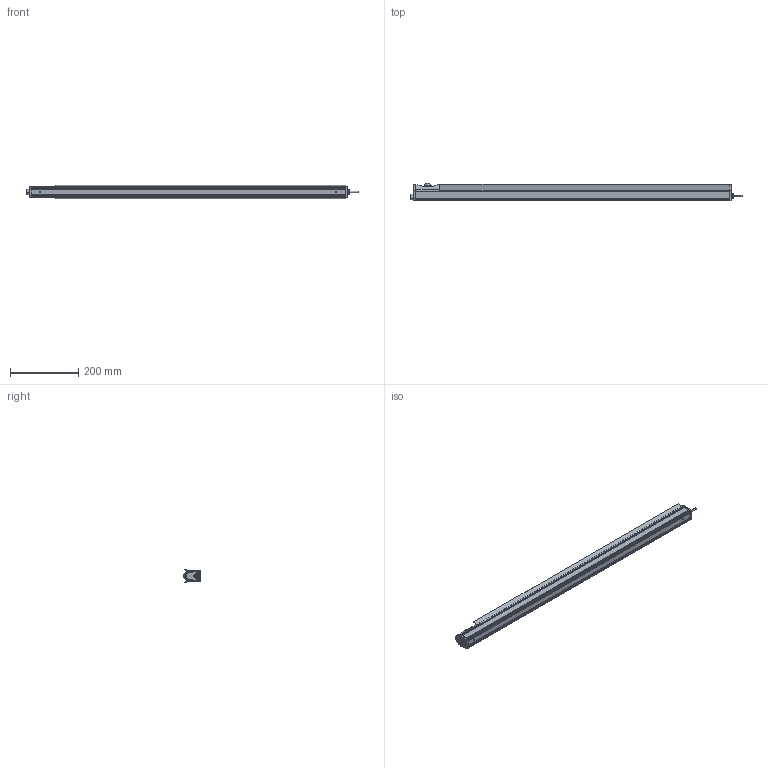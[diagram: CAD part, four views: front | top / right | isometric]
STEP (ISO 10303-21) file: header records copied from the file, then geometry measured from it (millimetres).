
FILE_DESCRIPTION((''),'2;1');
FILE_NAME('192512_ASM','2016-01-04T',('pdmadmin'),(''),'PRO/ENGINEER BY PARAMETRIC TECHNOLOGY CORPORATION, 2013230','PRO/ENGINEER BY PARAMETRIC TECHNOLOGY CORPORATION, 2013230','');
FILE_SCHEMA(('CONFIG_CONTROL_DESIGN'));
Length unit declared in the file: inch
Products named in the file (18): 190484; 169946; 138905; 169957; 145997_HSG; 306-00249; 307-00176; 145997_ASM; 170224; 171081; CABLE_190; 190481; VZWLLD; 190882_ASM; 192492; 188831_1_AF0; 192492_ASM; 192512_ASM
Assembly tree (27 placements, depth 4):
  192512_ASM
    190882_ASM
      190484
      169946
      138905  x8
      169957
      145997_ASM
        145997_HSG
        306-00249  x4
        307-00176
      170224
      171081
      CABLE_190
      190481
      VZWLLD
    192492_ASM
      192492
      188831_1_AF0
Bounding box: 972.45 x 50.19 x 38.26 mm (x, y, z)
Volume: 361491 mm3; surface area: 535250 mm2
Topology: 25 solids, 25 shells, 2005 faces, 5352 edges, 3441 vertices
Faces by surface type: cylinder 810, plane 658, bspline 284, cone 106, torus 103, sphere 42, extrusion 2
Entity records: 47982 total; most frequent: CARTESIAN_POINT 19485, ORIENTED_EDGE 5982, DIRECTION 5910, EDGE_CURVE 2991, AXIS2_PLACEMENT_3D 2203, VERTEX_POINT 1945, VECTOR 1504, LINE 1502
